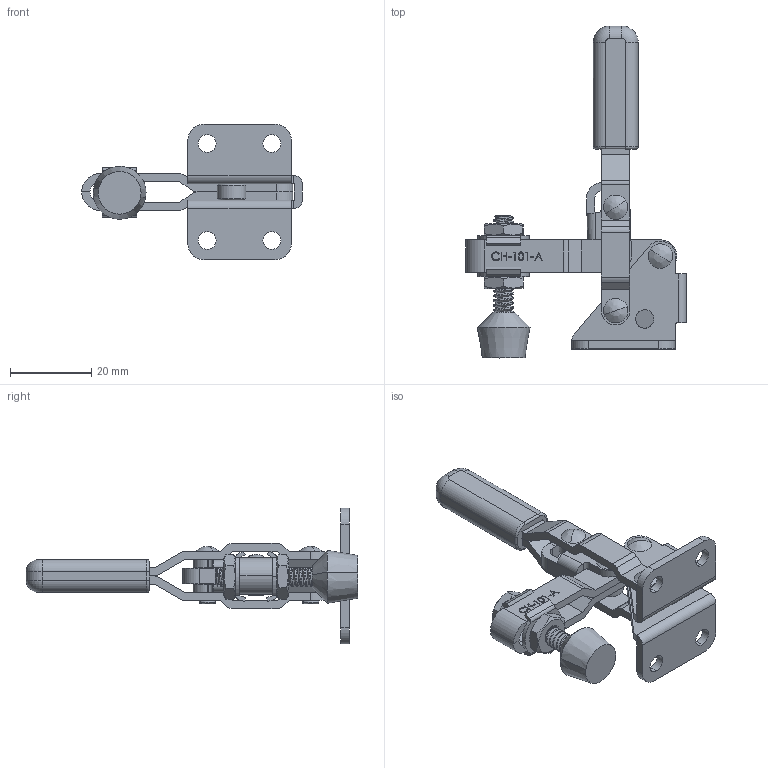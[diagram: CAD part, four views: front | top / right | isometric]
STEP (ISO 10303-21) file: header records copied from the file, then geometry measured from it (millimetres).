
FILE_DESCRIPTION (( 'STEP AP203' ), '1' );
FILE_NAME ('CH-101-A.STEP', '2010-06-04T08:59:46', ( '微软用户' ), ( '微软中国' ), 'SwSTEP 2.0', 'SolidWorks 2008', '' );
FILE_SCHEMA (( 'CONFIG_CONTROL_DESIGN' ));
Length unit declared in the file: millimetre
Products named in the file (12): CH-101-04 CONNECTING-PIATE_默认; CH-101-A; CH-101-A-01 FLANGED BASE_默认; CH-101-A-03 STRAIGHT HANDLE_默认; CH-101-07_默认; CH-101-08_默认; CH-101-05_默认; CH-101-06_默认; CH-101-A-02 U-BAR_默认; CH-FW-100_默认; CH-FC-10138 SPINDLE SUPPLIED_默认; CH-FC-10138 Nut_默认
Assembly tree (15 placements, depth 2):
  CH-101-A
    CH-FC-10138 Nut_默认  x2
    CH-101-08_默认  x2
    CH-101-A-01 FLANGED BASE_默认
    CH-FW-100_默认  x2
    CH-101-04 CONNECTING-PIATE_默认
    CH-FC-10138 SPINDLE SUPPLIED_默认
    CH-101-A-02 U-BAR_默认
    CH-101-07_默认  x2
    CH-101-A-03 STRAIGHT HANDLE_默认
    CH-101-05_默认
    CH-101-06_默认
Bounding box: 54.15 x 81.51 x 33.3 mm (x, y, z)
Volume: 11357.3 mm3; surface area: 14265.8 mm2
Topology: 17 solids, 18 shells, 744 faces, 1987 edges, 1301 vertices
Faces by surface type: plane 307, cylinder 208, bspline 164, cone 33, torus 32
Entity records: 30660 total; most frequent: CARTESIAN_POINT 13359, ORIENTED_EDGE 3620, DIRECTION 2804, EDGE_CURVE 1810, VERTEX_POINT 1195, VECTOR 1020, LINE 1020, AXIS2_PLACEMENT_3D 892
